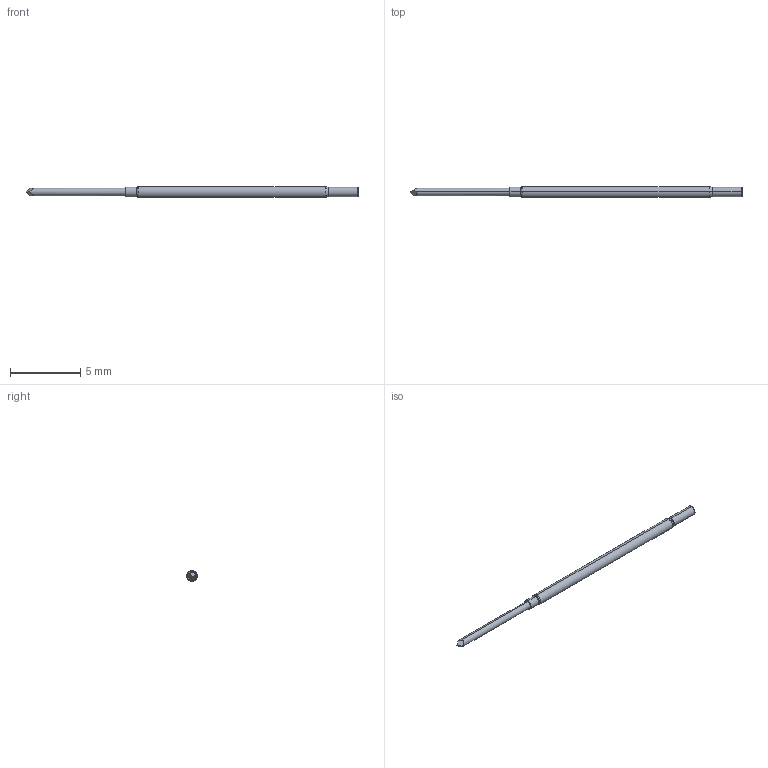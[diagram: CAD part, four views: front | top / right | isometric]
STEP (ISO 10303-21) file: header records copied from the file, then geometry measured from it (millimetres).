
FILE_DESCRIPTION (( 'STEP AP214' ), '1' );
FILE_NAME ('X39-PR1643.STEP', '2017-07-24T13:13:21', ( '' ), ( '' ), 'SwSTEP 2.0', 'SolidWorks 2017', '' );
FILE_SCHEMA (( 'AUTOMOTIVE_DESIGN' ));
Length unit declared in the file: inch
Products named in the file (1): X39-PR1643
Bounding box: 23.62 x 0.78 x 0.78 mm (x, y, z)
Volume: 9.1 mm3; surface area: 51.8 mm2
Topology: 1 solids, 1 shells, 28 faces, 57 edges, 32 vertices
Faces by surface type: torus 10, cylinder 8, plane 6, cone 4
Entity records: 1135 total; most frequent: DIRECTION 144, CARTESIAN_POINT 133, ORIENTED_EDGE 114, AXIS2_PLACEMENT_3D 63, EDGE_CURVE 57, CIRCLE 34, VERTEX_POINT 32, UNCERTAINTY_MEASURE_WITH_UNIT 31
